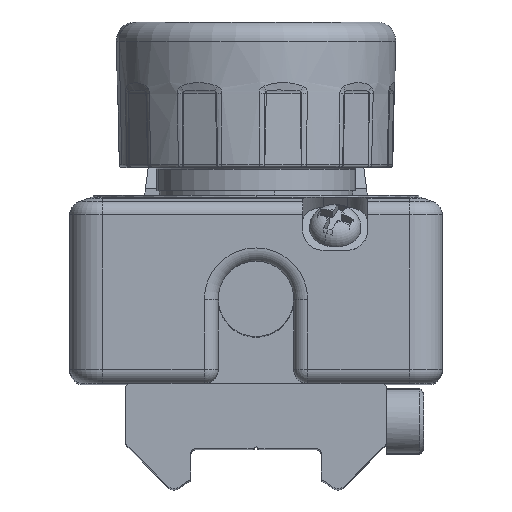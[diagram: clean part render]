
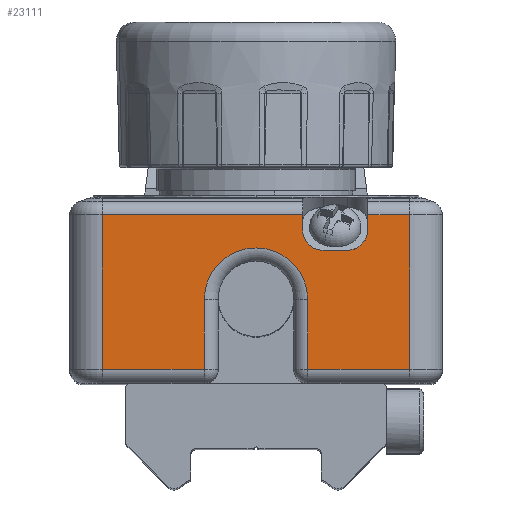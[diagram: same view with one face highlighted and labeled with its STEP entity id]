
A CAD part, top view. The second image highlights one B-rep face of the part: STEP entity #23111.
In plain terms, the highlighted planar face has unit normal (0, 0, 1).
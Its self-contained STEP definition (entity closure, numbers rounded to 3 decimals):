
#148 = DIRECTION ( 'NONE',  ( 0., -1., 0. ) ) ;
#331 = VERTEX_POINT ( 'NONE', #10075 ) ;
#402 = FACE_OUTER_BOUND ( 'NONE', #18393, .T. ) ;
#408 = CARTESIAN_POINT ( 'NONE',  ( 5.55, -8.5, 48.5 ) ) ;
#641 = EDGE_CURVE ( 'NONE', #24120, #11075, #27156, .T. ) ;
#656 = VERTEX_POINT ( 'NONE', #28772 ) ;
#1440 = DIRECTION ( 'NONE',  ( -1., 0., 0. ) ) ;
#1532 = VERTEX_POINT ( 'NONE', #32900 ) ;
#1585 = VECTOR ( 'NONE', #1440, 1000. ) ;
#1699 = DIRECTION ( 'NONE',  ( 0., 0., -1. ) ) ;
#2018 = ORIENTED_EDGE ( 'NONE', *, *, #4435, .T. ) ;
#2568 = VECTOR ( 'NONE', #29852, 1000. ) ;
#2934 = DIRECTION ( 'NONE',  ( 0., 0., -1. ) ) ;
#3028 = CARTESIAN_POINT ( 'NONE',  ( 16.5, -8.5, 48.5 ) ) ;
#3126 = EDGE_CURVE ( 'NONE', #27824, #15945, #22048, .T. ) ;
#3218 = ORIENTED_EDGE ( 'NONE', *, *, #641, .T. ) ;
#3531 = VERTEX_POINT ( 'NONE', #15727 ) ;
#3706 = LINE ( 'NONE', #13753, #18125 ) ;
#4127 = CARTESIAN_POINT ( 'NONE',  ( -16.5, 8.111, 48.5 ) ) ;
#4171 = CARTESIAN_POINT ( 'NONE',  ( 16.5, -8.5, 48.5 ) ) ;
#4221 = CARTESIAN_POINT ( 'NONE',  ( 12., 6.5, 48.5 ) ) ;
#4355 = ORIENTED_EDGE ( 'NONE', *, *, #3126, .T. ) ;
#4408 = DIRECTION ( 'NONE',  ( 0., 1., 0. ) ) ;
#4435 = EDGE_CURVE ( 'NONE', #22284, #6702, #13056, .T. ) ;
#4970 = ORIENTED_EDGE ( 'NONE', *, *, #15785, .T. ) ;
#5167 = ORIENTED_EDGE ( 'NONE', *, *, #29280, .T. ) ;
#5194 = VECTOR ( 'NONE', #30664, 1000. ) ;
#5309 = CIRCLE ( 'NONE', #33190, 2.2 ) ;
#6702 = VERTEX_POINT ( 'NONE', #18152 ) ;
#6785 = ORIENTED_EDGE ( 'NONE', *, *, #16153, .T. ) ;
#6867 = CARTESIAN_POINT ( 'NONE',  ( -5.55, 10., 48.5 ) ) ;
#7104 = LINE ( 'NONE', #27402, #10338 ) ;
#7131 = VERTEX_POINT ( 'NONE', #27009 ) ;
#7954 = CARTESIAN_POINT ( 'NONE',  ( -16.5, -8.5, 48.5 ) ) ;
#8169 = CARTESIAN_POINT ( 'NONE',  ( 12., 14.192, 48.5 ) ) ;
#8299 = CARTESIAN_POINT ( 'NONE',  ( 12., 8.111, 48.5 ) ) ;
#8415 = VECTOR ( 'NONE', #29796, 1000. ) ;
#8635 = AXIS2_PLACEMENT_3D ( 'NONE', #20639, #22812, #20319 ) ;
#9490 = CARTESIAN_POINT ( 'NONE',  ( 7.2, 6.5, 48.5 ) ) ;
#10075 = CARTESIAN_POINT ( 'NONE',  ( 5., 8.111, 48.5 ) ) ;
#10338 = VECTOR ( 'NONE', #4408, 1000. ) ;
#10665 = DIRECTION ( 'NONE',  ( -1., 0., 0. ) ) ;
#11075 = VERTEX_POINT ( 'NONE', #3028 ) ;
#11091 = AXIS2_PLACEMENT_3D ( 'NONE', #23580, #2934, #10665 ) ;
#11457 = VECTOR ( 'NONE', #148, 1000. ) ;
#11496 = EDGE_CURVE ( 'NONE', #15945, #24120, #31201, .T. ) ;
#11568 = LINE ( 'NONE', #6867, #20346 ) ;
#11607 = CARTESIAN_POINT ( 'NONE',  ( 5.55, -1., 48.5 ) ) ;
#11767 = ORIENTED_EDGE ( 'NONE', *, *, #32537, .T. ) ;
#12009 = LINE ( 'NONE', #27442, #8415 ) ;
#12245 = VECTOR ( 'NONE', #17841, 1000. ) ;
#12359 = AXIS2_PLACEMENT_3D ( 'NONE', #9490, #29983, #14693 ) ;
#12892 = CARTESIAN_POINT ( 'NONE',  ( -5.55, -8.5, 48.5 ) ) ;
#13024 = PLANE ( 'NONE',  #11091 ) ;
#13056 = LINE ( 'NONE', #12892, #20119 ) ;
#13316 = CARTESIAN_POINT ( 'NONE',  ( -5.55, -1., 48.5 ) ) ;
#13410 = CARTESIAN_POINT ( 'NONE',  ( 5.55, 10., 48.5 ) ) ;
#13753 = CARTESIAN_POINT ( 'NONE',  ( -16.5, 8.111, 48.5 ) ) ;
#13918 = ORIENTED_EDGE ( 'NONE', *, *, #18046, .T. ) ;
#14693 = DIRECTION ( 'NONE',  ( -1., 0., 0. ) ) ;
#15154 = LINE ( 'NONE', #28221, #12245 ) ;
#15727 = CARTESIAN_POINT ( 'NONE',  ( 16.5, 8.111, 48.5 ) ) ;
#15785 = EDGE_CURVE ( 'NONE', #15885, #656, #5309, .T. ) ;
#15885 = VERTEX_POINT ( 'NONE', #4221 ) ;
#15944 = ORIENTED_EDGE ( 'NONE', *, *, #31782, .T. ) ;
#15945 = VERTEX_POINT ( 'NONE', #11607 ) ;
#16153 = EDGE_CURVE ( 'NONE', #6702, #27824, #11568, .T. ) ;
#16364 = DIRECTION ( 'NONE',  ( -1., 0., 0. ) ) ;
#16628 = EDGE_CURVE ( 'NONE', #3531, #19276, #22248, .T. ) ;
#17107 = DIRECTION ( 'NONE',  ( 0., 1., 0. ) ) ;
#17841 = DIRECTION ( 'NONE',  ( 0., 1., 0. ) ) ;
#18046 = EDGE_CURVE ( 'NONE', #656, #7131, #31640, .T. ) ;
#18125 = VECTOR ( 'NONE', #23334, 1000. ) ;
#18152 = CARTESIAN_POINT ( 'NONE',  ( -5.55, -8.5, 48.5 ) ) ;
#18393 = EDGE_LOOP ( 'NONE', ( #27261, #2018, #6785, #4355, #33183, #3218, #5167, #21680, #29423, #4970, #13918, #18508, #11767, #15944 ) ) ;
#18508 = ORIENTED_EDGE ( 'NONE', *, *, #25924, .T. ) ;
#19276 = VERTEX_POINT ( 'NONE', #8299 ) ;
#20119 = VECTOR ( 'NONE', #23114, 1000. ) ;
#20319 = DIRECTION ( 'NONE',  ( -1., 0., 0. ) ) ;
#20346 = VECTOR ( 'NONE', #17107, 1000. ) ;
#20639 = CARTESIAN_POINT ( 'NONE',  ( 0., -1., 48.5 ) ) ;
#21680 = ORIENTED_EDGE ( 'NONE', *, *, #16628, .T. ) ;
#21729 = EDGE_CURVE ( 'NONE', #19276, #15885, #30824, .T. ) ;
#22048 = CIRCLE ( 'NONE', #8635, 5.55 ) ;
#22218 = EDGE_CURVE ( 'NONE', #33104, #22284, #12009, .T. ) ;
#22248 = LINE ( 'NONE', #4127, #1585 ) ;
#22284 = VERTEX_POINT ( 'NONE', #7954 ) ;
#22812 = DIRECTION ( 'NONE',  ( 0., 0., -1. ) ) ;
#23111 = ADVANCED_FACE ( 'NONE', ( #402 ), #13024, .F. ) ;
#23114 = DIRECTION ( 'NONE',  ( 1., 0., 0. ) ) ;
#23334 = DIRECTION ( 'NONE',  ( -1., 0., 0. ) ) ;
#23580 = CARTESIAN_POINT ( 'NONE',  ( -20., 10., 48.5 ) ) ;
#24120 = VERTEX_POINT ( 'NONE', #408 ) ;
#24256 = CARTESIAN_POINT ( 'NONE',  ( 12., 4.3, 48.5 ) ) ;
#25924 = EDGE_CURVE ( 'NONE', #7131, #1532, #28980, .T. ) ;
#27009 = CARTESIAN_POINT ( 'NONE',  ( 7.2, 4.3, 48.5 ) ) ;
#27156 = LINE ( 'NONE', #4171, #2568 ) ;
#27240 = CARTESIAN_POINT ( 'NONE',  ( -16.5, 8.111, 48.5 ) ) ;
#27261 = ORIENTED_EDGE ( 'NONE', *, *, #22218, .T. ) ;
#27402 = CARTESIAN_POINT ( 'NONE',  ( 16.5, 10., 48.5 ) ) ;
#27442 = CARTESIAN_POINT ( 'NONE',  ( -16.5, 10., 48.5 ) ) ;
#27824 = VERTEX_POINT ( 'NONE', #13316 ) ;
#28221 = CARTESIAN_POINT ( 'NONE',  ( 5., 8.111, 48.5 ) ) ;
#28283 = VECTOR ( 'NONE', #16364, 1000. ) ;
#28772 = CARTESIAN_POINT ( 'NONE',  ( 9.8, 4.3, 48.5 ) ) ;
#28980 = CIRCLE ( 'NONE', #12359, 2.2 ) ;
#29280 = EDGE_CURVE ( 'NONE', #11075, #3531, #7104, .T. ) ;
#29423 = ORIENTED_EDGE ( 'NONE', *, *, #21729, .T. ) ;
#29796 = DIRECTION ( 'NONE',  ( 0., -1., 0. ) ) ;
#29852 = DIRECTION ( 'NONE',  ( 1., 0., 0. ) ) ;
#29983 = DIRECTION ( 'NONE',  ( 0., 0., -1. ) ) ;
#30664 = DIRECTION ( 'NONE',  ( 0., -1., 0. ) ) ;
#30824 = LINE ( 'NONE', #8169, #5194 ) ;
#31201 = LINE ( 'NONE', #13410, #11457 ) ;
#31640 = LINE ( 'NONE', #24256, #28283 ) ;
#31782 = EDGE_CURVE ( 'NONE', #331, #33104, #3706, .T. ) ;
#32405 = CARTESIAN_POINT ( 'NONE',  ( 9.8, 6.5, 48.5 ) ) ;
#32537 = EDGE_CURVE ( 'NONE', #1532, #331, #15154, .T. ) ;
#32562 = DIRECTION ( 'NONE',  ( -1., 0., 0. ) ) ;
#32900 = CARTESIAN_POINT ( 'NONE',  ( 5., 6.5, 48.5 ) ) ;
#33104 = VERTEX_POINT ( 'NONE', #27240 ) ;
#33183 = ORIENTED_EDGE ( 'NONE', *, *, #11496, .T. ) ;
#33190 = AXIS2_PLACEMENT_3D ( 'NONE', #32405, #1699, #32562 ) ;
